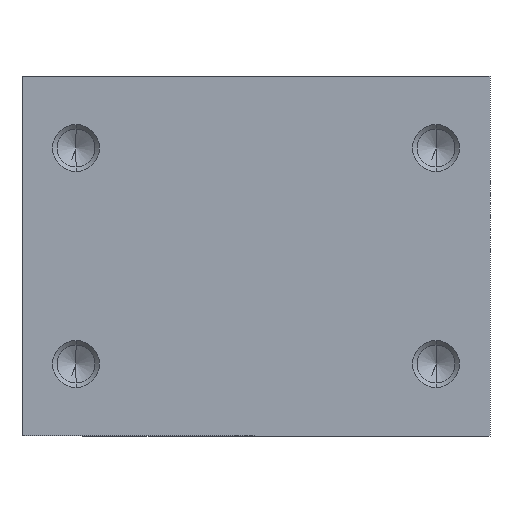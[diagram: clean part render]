
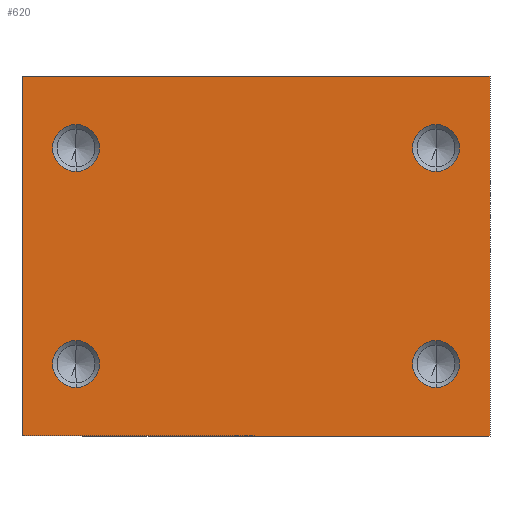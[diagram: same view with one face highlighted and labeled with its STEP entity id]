
A CAD part, front view. The second image highlights one B-rep face of the part: STEP entity #620.
In plain terms, the highlighted planar face has unit normal (0, -1, 0).
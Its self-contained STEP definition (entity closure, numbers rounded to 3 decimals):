
#30 = CIRCLE ( 'NONE', #1751, 2.6 ) ;
#46 = CARTESIAN_POINT ( 'NONE',  ( 26., -20., 20. ) ) ;
#48 = CARTESIAN_POINT ( 'NONE',  ( -26., -20., 20. ) ) ;
#60 = DIRECTION ( 'NONE',  ( 1., 0., 0. ) ) ;
#72 = EDGE_CURVE ( 'NONE', #754, #1466, #30, .T. ) ;
#73 = CIRCLE ( 'NONE', #1411, 2.6 ) ;
#97 = DIRECTION ( 'NONE',  ( 0., 0., 1. ) ) ;
#112 = DIRECTION ( 'NONE',  ( -1., 0., 0. ) ) ;
#127 = EDGE_CURVE ( 'NONE', #824, #1133, #73, .T. ) ;
#139 = DIRECTION ( 'NONE',  ( 0., 0., 1. ) ) ;
#175 = EDGE_LOOP ( 'NONE', ( #1691, #1702 ) ) ;
#181 = CARTESIAN_POINT ( 'NONE',  ( 20., -20., 12. ) ) ;
#217 = VECTOR ( 'NONE', #112, 1000. ) ;
#241 = LINE ( 'NONE', #1896, #217 ) ;
#258 = CARTESIAN_POINT ( 'NONE',  ( 20., -20., -14.6 ) ) ;
#260 = CARTESIAN_POINT ( 'NONE',  ( -20., -20., 14.6 ) ) ;
#262 = EDGE_LOOP ( 'NONE', ( #1156, #581, #1277, #309 ) ) ;
#277 = DIRECTION ( 'NONE',  ( 0., 0., 1. ) ) ;
#299 = ORIENTED_EDGE ( 'NONE', *, *, #790, .T. ) ;
#309 = ORIENTED_EDGE ( 'NONE', *, *, #1658, .F. ) ;
#326 = EDGE_CURVE ( 'NONE', #1653, #507, #1066, .T. ) ;
#337 = AXIS2_PLACEMENT_3D ( 'NONE', #2094, #1625, #2104 ) ;
#375 = CARTESIAN_POINT ( 'NONE',  ( 20., -20., 9.4 ) ) ;
#376 = CIRCLE ( 'NONE', #1029, 2.6 ) ;
#379 = VECTOR ( 'NONE', #60, 1000. ) ;
#383 = CARTESIAN_POINT ( 'NONE',  ( -20., -20., -9.4 ) ) ;
#420 = FACE_OUTER_BOUND ( 'NONE', #262, .T. ) ;
#434 = DIRECTION ( 'NONE',  ( 0., 0., 1. ) ) ;
#463 = CARTESIAN_POINT ( 'NONE',  ( -20., -20., -14.6 ) ) ;
#465 = CARTESIAN_POINT ( 'NONE',  ( 26., -20., -20. ) ) ;
#485 = ORIENTED_EDGE ( 'NONE', *, *, #1168, .T. ) ;
#507 = VERTEX_POINT ( 'NONE', #375 ) ;
#551 = VERTEX_POINT ( 'NONE', #1067 ) ;
#581 = ORIENTED_EDGE ( 'NONE', *, *, #708, .F. ) ;
#620 = ADVANCED_FACE ( 'NONE', ( #736, #1899, #1707, #1564, #420 ), #874, .F. ) ;
#708 = EDGE_CURVE ( 'NONE', #1865, #551, #819, .T. ) ;
#723 = CARTESIAN_POINT ( 'NONE',  ( 20., -20., 14.6 ) ) ;
#736 = FACE_BOUND ( 'NONE', #1820, .T. ) ;
#742 = EDGE_LOOP ( 'NONE', ( #2131, #1656 ) ) ;
#754 = VERTEX_POINT ( 'NONE', #383 ) ;
#790 = EDGE_CURVE ( 'NONE', #1333, #1373, #1165, .T. ) ;
#808 = CARTESIAN_POINT ( 'NONE',  ( -26., -20., 20. ) ) ;
#819 = LINE ( 'NONE', #48, #379 ) ;
#824 = VERTEX_POINT ( 'NONE', #260 ) ;
#874 = PLANE ( 'NONE',  #1134 ) ;
#894 = ORIENTED_EDGE ( 'NONE', *, *, #326, .T. ) ;
#953 = LINE ( 'NONE', #1131, #1397 ) ;
#954 = DIRECTION ( 'NONE',  ( 0., 1., 0. ) ) ;
#1029 = AXIS2_PLACEMENT_3D ( 'NONE', #181, #1648, #1490 ) ;
#1031 = VERTEX_POINT ( 'NONE', #465 ) ;
#1036 = CARTESIAN_POINT ( 'NONE',  ( -26., -20., -20. ) ) ;
#1039 = CARTESIAN_POINT ( 'NONE',  ( -20., -20., 12. ) ) ;
#1041 = EDGE_CURVE ( 'NONE', #2062, #1865, #953, .T. ) ;
#1051 = CIRCLE ( 'NONE', #1323, 2.6 ) ;
#1059 = DIRECTION ( 'NONE',  ( 0., 1., 0. ) ) ;
#1066 = CIRCLE ( 'NONE', #337, 2.6 ) ;
#1067 = CARTESIAN_POINT ( 'NONE',  ( 26., -20., 20. ) ) ;
#1077 = CARTESIAN_POINT ( 'NONE',  ( 0., -20., 0. ) ) ;
#1131 = CARTESIAN_POINT ( 'NONE',  ( -26., -20., -20. ) ) ;
#1133 = VERTEX_POINT ( 'NONE', #1837 ) ;
#1134 = AXIS2_PLACEMENT_3D ( 'NONE', #1077, #1576, #97 ) ;
#1156 = ORIENTED_EDGE ( 'NONE', *, *, #2064, .F. ) ;
#1165 = CIRCLE ( 'NONE', #1935, 2.6 ) ;
#1168 = EDGE_CURVE ( 'NONE', #507, #1653, #376, .T. ) ;
#1217 = VECTOR ( 'NONE', #1315, 1000. ) ;
#1277 = ORIENTED_EDGE ( 'NONE', *, *, #1041, .F. ) ;
#1315 = DIRECTION ( 'NONE',  ( 0., 0., -1. ) ) ;
#1323 = AXIS2_PLACEMENT_3D ( 'NONE', #1039, #1700, #1540 ) ;
#1333 = VERTEX_POINT ( 'NONE', #258 ) ;
#1367 = DIRECTION ( 'NONE',  ( 0., 1., 0. ) ) ;
#1373 = VERTEX_POINT ( 'NONE', #1749 ) ;
#1397 = VECTOR ( 'NONE', #139, 1000. ) ;
#1399 = AXIS2_PLACEMENT_3D ( 'NONE', #1892, #1903, #1917 ) ;
#1411 = AXIS2_PLACEMENT_3D ( 'NONE', #2055, #1760, #434 ) ;
#1413 = EDGE_CURVE ( 'NONE', #1373, #1333, #1501, .T. ) ;
#1466 = VERTEX_POINT ( 'NONE', #463 ) ;
#1490 = DIRECTION ( 'NONE',  ( 0., 0., 1. ) ) ;
#1492 = CIRCLE ( 'NONE', #2048, 2.6 ) ;
#1496 = EDGE_LOOP ( 'NONE', ( #485, #894 ) ) ;
#1501 = CIRCLE ( 'NONE', #1399, 2.6 ) ;
#1526 = LINE ( 'NONE', #46, #1217 ) ;
#1540 = DIRECTION ( 'NONE',  ( 0., 0., 1. ) ) ;
#1564 = FACE_BOUND ( 'NONE', #175, .T. ) ;
#1576 = DIRECTION ( 'NONE',  ( 0., 1., 0. ) ) ;
#1620 = EDGE_CURVE ( 'NONE', #1133, #824, #1051, .T. ) ;
#1625 = DIRECTION ( 'NONE',  ( 0., 1., 0. ) ) ;
#1648 = DIRECTION ( 'NONE',  ( 0., 1., 0. ) ) ;
#1653 = VERTEX_POINT ( 'NONE', #723 ) ;
#1656 = ORIENTED_EDGE ( 'NONE', *, *, #127, .T. ) ;
#1658 = EDGE_CURVE ( 'NONE', #1031, #2062, #241, .T. ) ;
#1689 = CARTESIAN_POINT ( 'NONE',  ( 20., -20., -12. ) ) ;
#1691 = ORIENTED_EDGE ( 'NONE', *, *, #1924, .T. ) ;
#1700 = DIRECTION ( 'NONE',  ( 0., 1., 0. ) ) ;
#1702 = ORIENTED_EDGE ( 'NONE', *, *, #72, .T. ) ;
#1707 = FACE_BOUND ( 'NONE', #742, .T. ) ;
#1709 = CARTESIAN_POINT ( 'NONE',  ( -20., -20., -12. ) ) ;
#1749 = CARTESIAN_POINT ( 'NONE',  ( 20., -20., -9.4 ) ) ;
#1751 = AXIS2_PLACEMENT_3D ( 'NONE', #1709, #1059, #277 ) ;
#1760 = DIRECTION ( 'NONE',  ( 0., 1., 0. ) ) ;
#1785 = CARTESIAN_POINT ( 'NONE',  ( -20., -20., -12. ) ) ;
#1820 = EDGE_LOOP ( 'NONE', ( #299, #1886 ) ) ;
#1837 = CARTESIAN_POINT ( 'NONE',  ( -20., -20., 9.4 ) ) ;
#1865 = VERTEX_POINT ( 'NONE', #808 ) ;
#1886 = ORIENTED_EDGE ( 'NONE', *, *, #1413, .T. ) ;
#1892 = CARTESIAN_POINT ( 'NONE',  ( 20., -20., -12. ) ) ;
#1896 = CARTESIAN_POINT ( 'NONE',  ( 26., -20., -20. ) ) ;
#1899 = FACE_BOUND ( 'NONE', #1496, .T. ) ;
#1903 = DIRECTION ( 'NONE',  ( 0., 1., 0. ) ) ;
#1917 = DIRECTION ( 'NONE',  ( 0., 0., 1. ) ) ;
#1924 = EDGE_CURVE ( 'NONE', #1466, #754, #1492, .T. ) ;
#1935 = AXIS2_PLACEMENT_3D ( 'NONE', #1689, #1367, #2025 ) ;
#2025 = DIRECTION ( 'NONE',  ( 0., 0., 1. ) ) ;
#2048 = AXIS2_PLACEMENT_3D ( 'NONE', #1785, #954, #2120 ) ;
#2055 = CARTESIAN_POINT ( 'NONE',  ( -20., -20., 12. ) ) ;
#2062 = VERTEX_POINT ( 'NONE', #1036 ) ;
#2064 = EDGE_CURVE ( 'NONE', #551, #1031, #1526, .T. ) ;
#2094 = CARTESIAN_POINT ( 'NONE',  ( 20., -20., 12. ) ) ;
#2104 = DIRECTION ( 'NONE',  ( 0., 0., 1. ) ) ;
#2120 = DIRECTION ( 'NONE',  ( 0., 0., 1. ) ) ;
#2131 = ORIENTED_EDGE ( 'NONE', *, *, #1620, .T. ) ;
